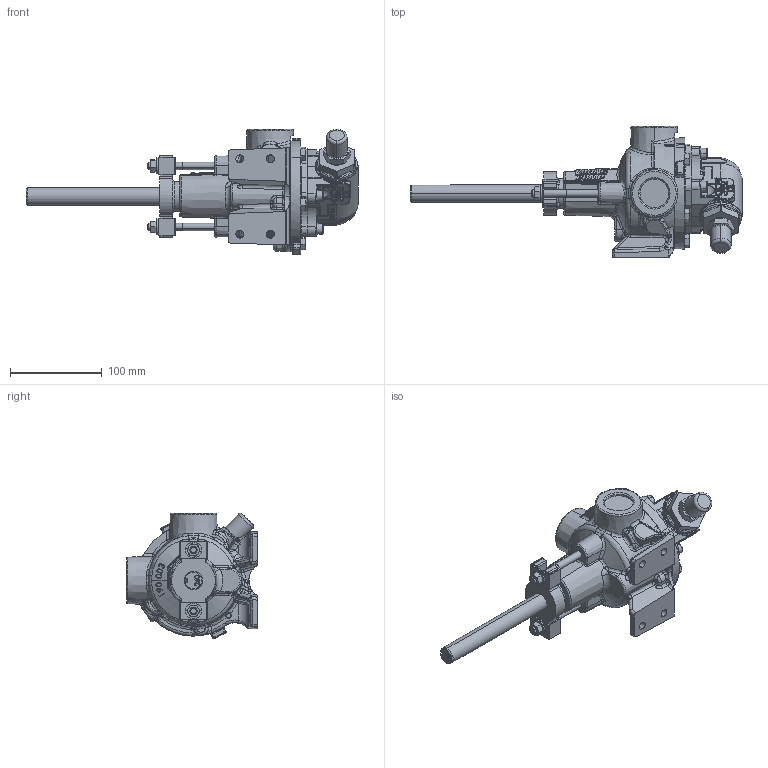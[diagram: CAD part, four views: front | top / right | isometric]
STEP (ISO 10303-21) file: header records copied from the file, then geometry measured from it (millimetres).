
FILE_DESCRIPTION (( 'STEP AP214' ), '1' );
FILE_NAME ('H32.STEP', '2016-12-14T14:01:10', ( '' ), ( '' ), 'SwSTEP 2.0', 'SolidWorks 2016', '' );
FILE_SCHEMA (( 'AUTOMOTIVE_DESIGN' ));
Length unit declared in the file: inch
Products named in the file (2): H32
Bounding box: 362.43 x 143 x 136.95 mm (x, y, z)
Volume: 1289900.6 mm3; surface area: 127379.3 mm2
Topology: 1 solids, 1 shells, 1788 faces, 4500 edges, 2781 vertices
Faces by surface type: plane 657, bspline 549, cylinder 274, cone 155, torus 85, sphere 68
Entity records: 94909 total; most frequent: CARTESIAN_POINT 42766, ORIENTED_EDGE 8954, DIRECTION 6509, EDGE_CURVE 4477, VERTEX_POINT 2780, AXIS2_PLACEMENT_3D 2286, VECTOR 1937, LINE 1937
